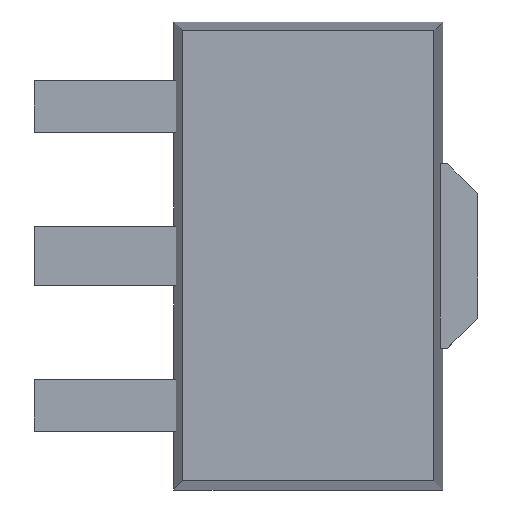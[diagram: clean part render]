
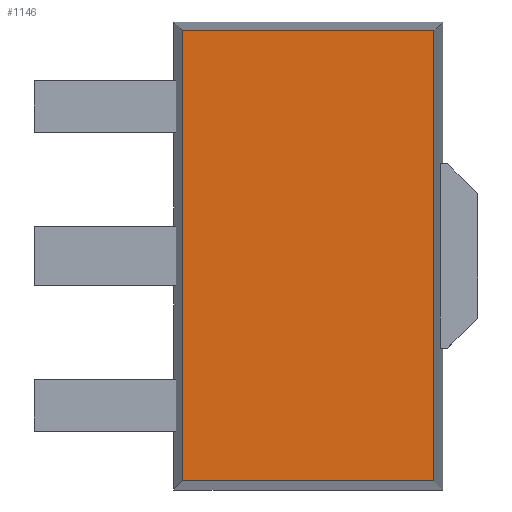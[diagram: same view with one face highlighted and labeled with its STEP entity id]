
A CAD part, top view. The second image highlights one B-rep face of the part: STEP entity #1146.
In plain terms, the highlighted planar face has unit normal (0, 0, 1).
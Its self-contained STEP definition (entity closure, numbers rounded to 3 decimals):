
#28 = EDGE_CURVE ( 'NONE', #129, #455, #189, .T. ) ;
#70 = ORIENTED_EDGE ( 'NONE', *, *, #28, .T. ) ;
#96 = ORIENTED_EDGE ( 'NONE', *, *, #606, .T. ) ;
#113 = DIRECTION ( 'NONE',  ( -1., 0., 0. ) ) ;
#129 = VERTEX_POINT ( 'NONE', #403 ) ;
#152 = DIRECTION ( 'NONE',  ( 0., 1., 0. ) ) ;
#162 = CARTESIAN_POINT ( 'NONE',  ( 1.761, -2.261, 1.7 ) ) ;
#189 = LINE ( 'NONE', #794, #910 ) ;
#211 = CARTESIAN_POINT ( 'NONE',  ( 0., 0., 1.7 ) ) ;
#264 = EDGE_CURVE ( 'NONE', #948, #129, #862, .T. ) ;
#403 = CARTESIAN_POINT ( 'NONE',  ( 1.761, 2.261, 1.7 ) ) ;
#417 = LINE ( 'NONE', #783, #638 ) ;
#422 = DIRECTION ( 'NONE',  ( 1., 0., 0. ) ) ;
#442 = CARTESIAN_POINT ( 'NONE',  ( -0.761, -2.261, 1.7 ) ) ;
#455 = VERTEX_POINT ( 'NONE', #1163 ) ;
#461 = ORIENTED_EDGE ( 'NONE', *, *, #264, .T. ) ;
#473 = EDGE_LOOP ( 'NONE', ( #461, #70, #96, #1143 ) ) ;
#515 = DIRECTION ( 'NONE',  ( 0., -1., 0. ) ) ;
#521 = LINE ( 'NONE', #699, #657 ) ;
#597 = EDGE_CURVE ( 'NONE', #919, #948, #521, .T. ) ;
#606 = EDGE_CURVE ( 'NONE', #455, #919, #417, .T. ) ;
#622 = VECTOR ( 'NONE', #152, 1000. ) ;
#638 = VECTOR ( 'NONE', #515, 1000. ) ;
#642 = DIRECTION ( 'NONE',  ( 0., 0., 1. ) ) ;
#649 = FACE_OUTER_BOUND ( 'NONE', #473, .T. ) ;
#657 = VECTOR ( 'NONE', #422, 1000. ) ;
#699 = CARTESIAN_POINT ( 'NONE',  ( -0.85, -2.261, 1.7 ) ) ;
#767 = CARTESIAN_POINT ( 'NONE',  ( 1.761, 2.35, 1.7 ) ) ;
#783 = CARTESIAN_POINT ( 'NONE',  ( -0.761, 2.35, 1.7 ) ) ;
#794 = CARTESIAN_POINT ( 'NONE',  ( -0.85, 2.261, 1.7 ) ) ;
#862 = LINE ( 'NONE', #767, #622 ) ;
#898 = PLANE ( 'NONE',  #975 ) ;
#910 = VECTOR ( 'NONE', #113, 1000. ) ;
#919 = VERTEX_POINT ( 'NONE', #442 ) ;
#948 = VERTEX_POINT ( 'NONE', #162 ) ;
#975 = AXIS2_PLACEMENT_3D ( 'NONE', #211, #642, #1006 ) ;
#1006 = DIRECTION ( 'NONE',  ( 1., 0., 0. ) ) ;
#1143 = ORIENTED_EDGE ( 'NONE', *, *, #597, .T. ) ;
#1146 = ADVANCED_FACE ( 'NONE', ( #649 ), #898, .T. ) ;
#1163 = CARTESIAN_POINT ( 'NONE',  ( -0.761, 2.261, 1.7 ) ) ;
